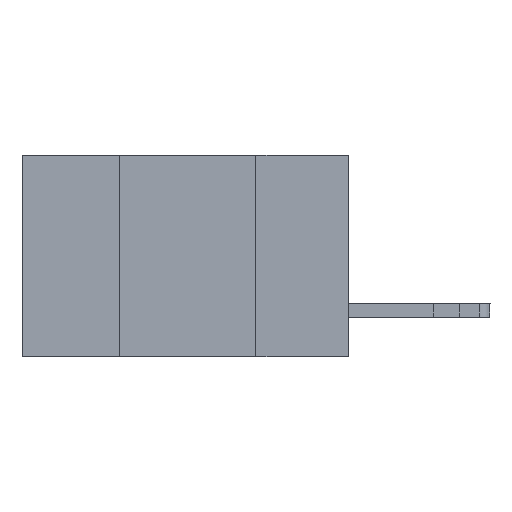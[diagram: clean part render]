
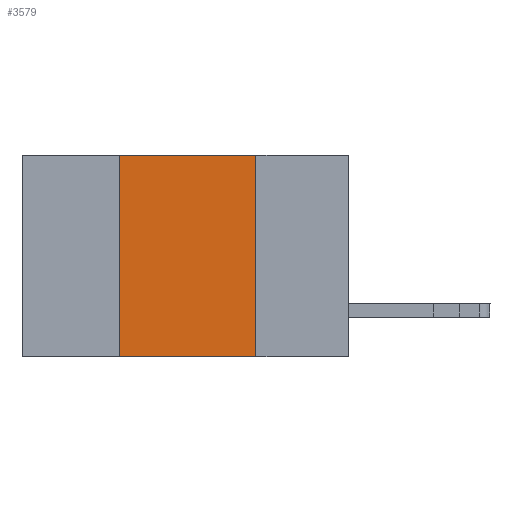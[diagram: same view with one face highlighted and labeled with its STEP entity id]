
A CAD part, left-side view. The second image highlights one B-rep face of the part: STEP entity #3579.
In plain terms, the highlighted planar face has unit normal (-1, 0, 0).
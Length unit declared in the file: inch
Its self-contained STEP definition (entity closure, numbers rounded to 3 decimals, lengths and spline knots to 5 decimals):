
#80 = CARTESIAN_POINT ( 'NONE',  ( 0., 0.6, 0. ) ) ;
#364 = DIRECTION ( 'NONE',  ( 0., 0., -1. ) ) ;
#391 = EDGE_LOOP ( 'NONE', ( #4055, #432, #7495, #5992 ) ) ;
#432 = ORIENTED_EDGE ( 'NONE', *, *, #10369, .F. ) ;
#480 = LINE ( 'NONE', #9852, #9326 ) ;
#741 = CARTESIAN_POINT ( 'NONE',  ( 0., 0.42, -0.37 ) ) ;
#764 = AXIS2_PLACEMENT_3D ( 'NONE', #80, #10466, #9636 ) ;
#983 = CARTESIAN_POINT ( 'NONE',  ( 0., 0.17, 0. ) ) ;
#1587 = LINE ( 'NONE', #741, #6524 ) ;
#2057 = EDGE_CURVE ( 'NONE', #3485, #5709, #480, .T. ) ;
#2496 = LINE ( 'NONE', #6874, #3153 ) ;
#3073 = CARTESIAN_POINT ( 'NONE',  ( 0., 0.6, -0.37 ) ) ;
#3153 = VECTOR ( 'NONE', #6037, 39.37008 ) ;
#3485 = VERTEX_POINT ( 'NONE', #983 ) ;
#3579 = ADVANCED_FACE ( 'NONE', ( #3665 ), #7732, .F. ) ;
#3665 = FACE_OUTER_BOUND ( 'NONE', #391, .T. ) ;
#4055 = ORIENTED_EDGE ( 'NONE', *, *, #2057, .F. ) ;
#4422 = CARTESIAN_POINT ( 'NONE',  ( 0., 0.42, 0. ) ) ;
#4851 = EDGE_CURVE ( 'NONE', #5210, #5709, #7221, .T. ) ;
#4904 = DIRECTION ( 'NONE',  ( 0., -1., 0. ) ) ;
#5210 = VERTEX_POINT ( 'NONE', #9558 ) ;
#5709 = VERTEX_POINT ( 'NONE', #6509 ) ;
#5992 = ORIENTED_EDGE ( 'NONE', *, *, #4851, .T. ) ;
#6037 = DIRECTION ( 'NONE',  ( 0., -1., 0. ) ) ;
#6170 = DIRECTION ( 'NONE',  ( 0., 0., 1. ) ) ;
#6509 = CARTESIAN_POINT ( 'NONE',  ( 0., 0.17, -0.37 ) ) ;
#6524 = VECTOR ( 'NONE', #6170, 39.37008 ) ;
#6874 = CARTESIAN_POINT ( 'NONE',  ( 0., 0.6, 0. ) ) ;
#7221 = LINE ( 'NONE', #3073, #9884 ) ;
#7495 = ORIENTED_EDGE ( 'NONE', *, *, #7734, .F. ) ;
#7732 = PLANE ( 'NONE',  #764 ) ;
#7734 = EDGE_CURVE ( 'NONE', #5210, #9293, #1587, .T. ) ;
#9293 = VERTEX_POINT ( 'NONE', #4422 ) ;
#9326 = VECTOR ( 'NONE', #364, 39.37008 ) ;
#9558 = CARTESIAN_POINT ( 'NONE',  ( 0., 0.42, -0.37 ) ) ;
#9636 = DIRECTION ( 'NONE',  ( 0., 0., -1. ) ) ;
#9852 = CARTESIAN_POINT ( 'NONE',  ( 0., 0.17, -0.37 ) ) ;
#9884 = VECTOR ( 'NONE', #4904, 39.37008 ) ;
#10369 = EDGE_CURVE ( 'NONE', #9293, #3485, #2496, .T. ) ;
#10466 = DIRECTION ( 'NONE',  ( 1., 0., 0. ) ) ;
